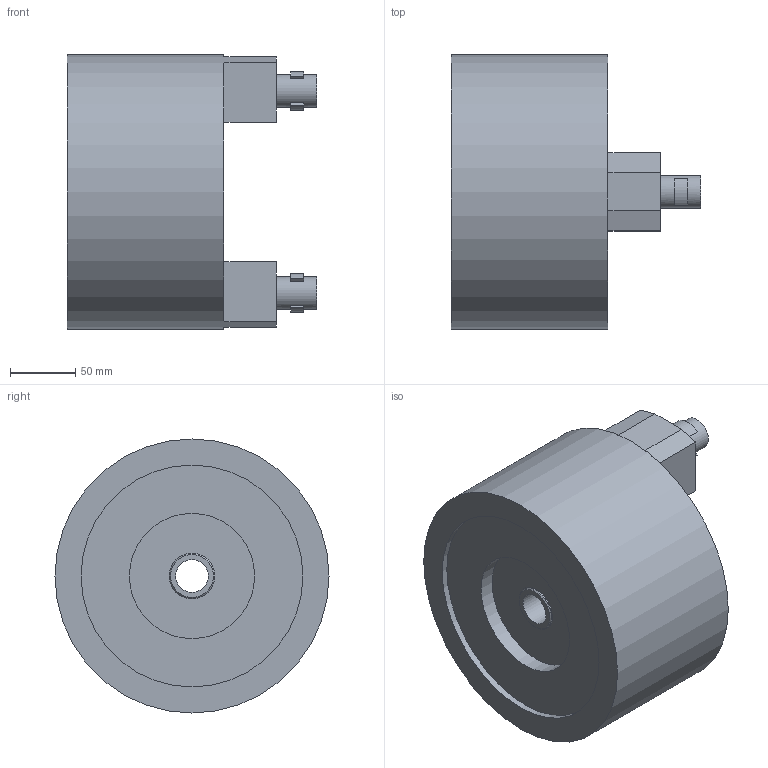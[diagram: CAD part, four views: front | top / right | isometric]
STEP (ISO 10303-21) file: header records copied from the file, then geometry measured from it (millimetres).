
FILE_DESCRIPTION(/* description */ ('Unknown'),/* implementation_level */ '2;1');
FILE_NAME(/* name */ 'FGT08',/* time_stamp */ '2018-05-31T14:51:11+01:00',/* author */ ('Unknown'),/* organization */ ('Unknown'),/* preprocessor_version */ 'ST-DEVELOPER v16.7',/* originating_system */ 'DEX',/* authorisation */ $);
FILE_SCHEMA (('AUTOMOTIVE_DESIGN {1 0 10303 214 3 1 1}'));
Length unit declared in the file: millimetre
Products named in the file (1): FGT08
Bounding box: 191 x 210 x 210 mm (x, y, z)
Volume: 4081071.6 mm3; surface area: 192055.7 mm2
Topology: 1 solids, 1 shells, 67 faces, 158 edges, 105 vertices
Faces by surface type: plane 40, cylinder 20, cone 7
Full cylindrical faces by diameter (mm): 6.647 x6, 15 x2, 25 x3, 35 x1, 56 x1, 96 x1, 170 x1, 210 x1
Entity records: 2185 total; most frequent: DIRECTION 302, CARTESIAN_POINT 280, ORIENTED_EDGE 234, EDGE_CURVE 117, AXIS2_PLACEMENT_3D 117, FACE_BOUND 112, EDGE_LOOP 106, VERTEX_POINT 95
